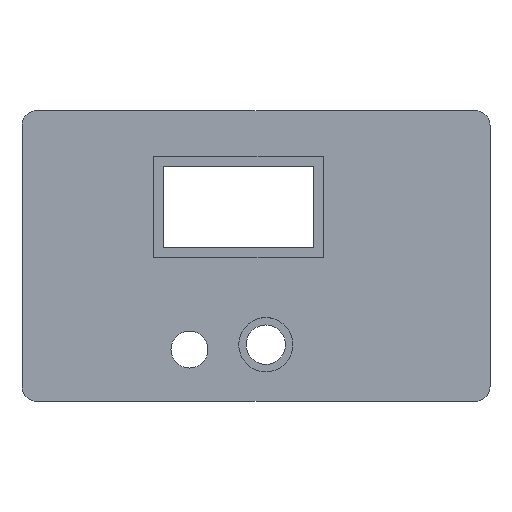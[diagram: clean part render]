
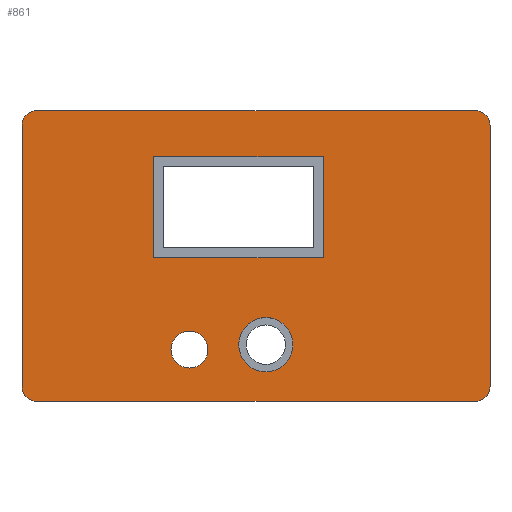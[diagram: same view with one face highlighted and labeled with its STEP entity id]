
A CAD part, top view. The second image highlights one B-rep face of the part: STEP entity #861.
In plain terms, the highlighted planar face has unit normal (0, 0, 1).
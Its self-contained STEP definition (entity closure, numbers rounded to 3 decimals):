
#15=FACE_BOUND('',#124,.T.);
#16=FACE_BOUND('',#125,.T.);
#17=FACE_BOUND('',#126,.T.);
#36=PLANE('',#926);
#74=FACE_OUTER_BOUND('',#123,.T.);
#123=EDGE_LOOP('',(#612,#613,#614,#615,#616,#617,#618,#619));
#124=EDGE_LOOP('',(#620));
#125=EDGE_LOOP('',(#621));
#126=EDGE_LOOP('',(#622,#623,#624,#625));
#194=LINE('',#1252,#290);
#195=LINE('',#1256,#291);
#196=LINE('',#1260,#292);
#197=LINE('',#1263,#293);
#198=LINE('',#1270,#294);
#199=LINE('',#1272,#295);
#200=LINE('',#1274,#296);
#201=LINE('',#1275,#297);
#290=VECTOR('',#1008,10.);
#291=VECTOR('',#1011,10.);
#292=VECTOR('',#1014,10.);
#293=VECTOR('',#1017,10.);
#294=VECTOR('',#1022,10.);
#295=VECTOR('',#1023,10.);
#296=VECTOR('',#1024,10.);
#297=VECTOR('',#1025,10.);
#384=CIRCLE('',#924,3.);
#386=CIRCLE('',#927,3.);
#387=CIRCLE('',#928,3.);
#388=CIRCLE('',#929,3.);
#389=CIRCLE('',#930,5.5);
#390=CIRCLE('',#931,3.75);
#408=VERTEX_POINT('',#1242);
#409=VERTEX_POINT('',#1243);
#412=VERTEX_POINT('',#1251);
#413=VERTEX_POINT('',#1253);
#414=VERTEX_POINT('',#1255);
#415=VERTEX_POINT('',#1257);
#416=VERTEX_POINT('',#1259);
#417=VERTEX_POINT('',#1261);
#418=VERTEX_POINT('',#1264);
#419=VERTEX_POINT('',#1266);
#420=VERTEX_POINT('',#1268);
#421=VERTEX_POINT('',#1269);
#422=VERTEX_POINT('',#1271);
#423=VERTEX_POINT('',#1273);
#488=EDGE_CURVE('',#408,#409,#384,.T.);
#492=EDGE_CURVE('',#408,#412,#194,.T.);
#493=EDGE_CURVE('',#413,#412,#386,.T.);
#494=EDGE_CURVE('',#413,#414,#195,.T.);
#495=EDGE_CURVE('',#415,#414,#387,.T.);
#496=EDGE_CURVE('',#415,#416,#196,.T.);
#497=EDGE_CURVE('',#417,#416,#388,.T.);
#498=EDGE_CURVE('',#417,#409,#197,.T.);
#499=EDGE_CURVE('',#418,#418,#389,.T.);
#500=EDGE_CURVE('',#419,#419,#390,.T.);
#501=EDGE_CURVE('',#420,#421,#198,.T.);
#502=EDGE_CURVE('',#421,#422,#199,.T.);
#503=EDGE_CURVE('',#422,#423,#200,.T.);
#504=EDGE_CURVE('',#423,#420,#201,.T.);
#612=ORIENTED_EDGE('',*,*,#488,.F.);
#613=ORIENTED_EDGE('',*,*,#492,.T.);
#614=ORIENTED_EDGE('',*,*,#493,.F.);
#615=ORIENTED_EDGE('',*,*,#494,.T.);
#616=ORIENTED_EDGE('',*,*,#495,.F.);
#617=ORIENTED_EDGE('',*,*,#496,.T.);
#618=ORIENTED_EDGE('',*,*,#497,.F.);
#619=ORIENTED_EDGE('',*,*,#498,.T.);
#620=ORIENTED_EDGE('',*,*,#499,.T.);
#621=ORIENTED_EDGE('',*,*,#500,.T.);
#622=ORIENTED_EDGE('',*,*,#501,.T.);
#623=ORIENTED_EDGE('',*,*,#502,.T.);
#624=ORIENTED_EDGE('',*,*,#503,.T.);
#625=ORIENTED_EDGE('',*,*,#504,.T.);
#861=ADVANCED_FACE('',(#74,#15,#16,#17),#36,.T.);
#924=AXIS2_PLACEMENT_3D('',#1244,#1000,#1001);
#926=AXIS2_PLACEMENT_3D('',#1250,#1006,#1007);
#927=AXIS2_PLACEMENT_3D('',#1254,#1009,#1010);
#928=AXIS2_PLACEMENT_3D('',#1258,#1012,#1013);
#929=AXIS2_PLACEMENT_3D('',#1262,#1015,#1016);
#930=AXIS2_PLACEMENT_3D('',#1265,#1018,#1019);
#931=AXIS2_PLACEMENT_3D('',#1267,#1020,#1021);
#1000=DIRECTION('center_axis',(0.,0.,-1.));
#1001=DIRECTION('ref_axis',(-0.707,-0.707,0.));
#1006=DIRECTION('center_axis',(0.,0.,1.));
#1007=DIRECTION('ref_axis',(1.,0.,0.));
#1008=DIRECTION('',(1.,0.,0.));
#1009=DIRECTION('center_axis',(0.,0.,-1.));
#1010=DIRECTION('ref_axis',(0.707,-0.707,0.));
#1011=DIRECTION('',(0.,1.,0.));
#1012=DIRECTION('center_axis',(0.,0.,-1.));
#1013=DIRECTION('ref_axis',(0.707,0.707,0.));
#1014=DIRECTION('',(-1.,0.,0.));
#1015=DIRECTION('center_axis',(0.,0.,-1.));
#1016=DIRECTION('ref_axis',(-0.707,0.707,0.));
#1017=DIRECTION('',(0.,-1.,0.));
#1018=DIRECTION('center_axis',(0.,0.,-1.));
#1019=DIRECTION('ref_axis',(-1.,0.,0.));
#1020=DIRECTION('center_axis',(0.,0.,-1.));
#1021=DIRECTION('ref_axis',(-1.,0.,0.));
#1022=DIRECTION('',(1.,0.,0.));
#1023=DIRECTION('',(0.,-1.,0.));
#1024=DIRECTION('',(-1.,0.,0.));
#1025=DIRECTION('',(0.,1.,0.));
#1242=CARTESIAN_POINT('',(0.011,-2.998,18.5));
#1243=CARTESIAN_POINT('',(-2.989,0.002,18.5));
#1244=CARTESIAN_POINT('Origin',(0.011,0.002,
18.5));
#1250=CARTESIAN_POINT('Origin',(44.501,26.503,18.5));
#1251=CARTESIAN_POINT('',(89.,-2.998,18.5));
#1252=CARTESIAN_POINT('',(20.756,-2.998,18.5));
#1253=CARTESIAN_POINT('',(92.,0.002,18.5));
#1254=CARTESIAN_POINT('Origin',(89.,0.002,18.5));
#1255=CARTESIAN_POINT('',(92.,53.,18.5));
#1256=CARTESIAN_POINT('',(92.,11.753,18.5));
#1257=CARTESIAN_POINT('',(89.,56.,18.5));
#1258=CARTESIAN_POINT('Origin',(89.,53.,18.5));
#1259=CARTESIAN_POINT('',(0.011,56.,18.5));
#1260=CARTESIAN_POINT('',(68.251,56.,18.5));
#1261=CARTESIAN_POINT('',(-2.989,53.,18.5));
#1262=CARTESIAN_POINT('Origin',(0.011,53.,18.5));
#1263=CARTESIAN_POINT('',(-2.989,41.252,18.5));
#1264=CARTESIAN_POINT('',(52.,8.5,18.5));
#1265=CARTESIAN_POINT('Origin',(46.5,8.5,18.5));
#1266=CARTESIAN_POINT('',(34.75,7.5,18.5));
#1267=CARTESIAN_POINT('Origin',(31.,7.5,18.5));
#1268=CARTESIAN_POINT('',(23.681,46.659,18.5));
#1269=CARTESIAN_POINT('',(58.181,46.659,18.5));
#1270=CARTESIAN_POINT('',(34.091,46.659,18.5));
#1271=CARTESIAN_POINT('',(58.181,26.159,18.5));
#1272=CARTESIAN_POINT('',(58.181,36.581,18.5));
#1273=CARTESIAN_POINT('',(23.681,26.159,18.5));
#1274=CARTESIAN_POINT('',(51.341,26.159,18.5));
#1275=CARTESIAN_POINT('',(23.681,26.331,18.5));
